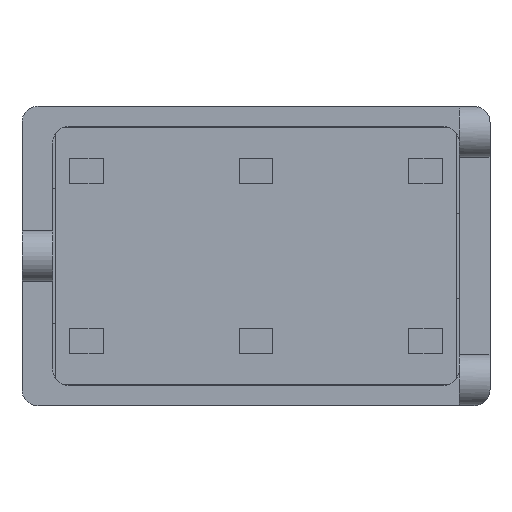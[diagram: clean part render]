
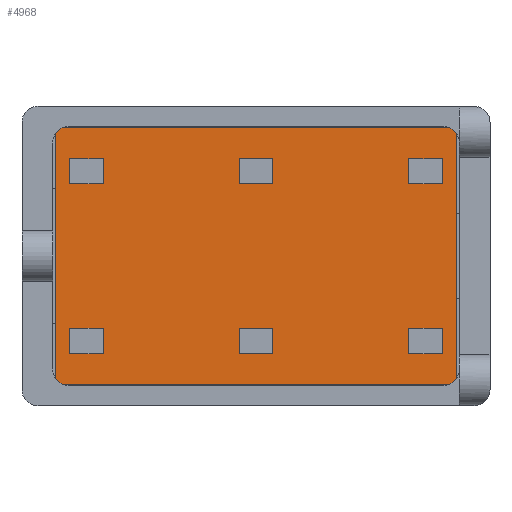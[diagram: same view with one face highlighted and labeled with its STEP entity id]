
A CAD part, front view. The second image highlights one B-rep face of the part: STEP entity #4968.
In plain terms, the highlighted planar face has unit normal (0, -1, 0).
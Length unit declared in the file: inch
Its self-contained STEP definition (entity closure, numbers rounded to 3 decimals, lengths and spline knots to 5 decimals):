
#229=CIRCLE('',#5336,0.01);
#237=CIRCLE('',#5389,0.01);
#238=CIRCLE('',#5390,0.01);
#239=CIRCLE('',#5391,0.01);
#1395=ORIENTED_EDGE('',*,*,#2401,.T.);
#1396=ORIENTED_EDGE('',*,*,#2374,.F.);
#1397=ORIENTED_EDGE('',*,*,#2371,.F.);
#1398=ORIENTED_EDGE('',*,*,#2415,.T.);
#1399=ORIENTED_EDGE('',*,*,#2376,.T.);
#1400=ORIENTED_EDGE('',*,*,#2379,.F.);
#1401=ORIENTED_EDGE('',*,*,#2378,.F.);
#1402=ORIENTED_EDGE('',*,*,#2316,.T.);
#1403=ORIENTED_EDGE('',*,*,#2145,.T.);
#1404=ORIENTED_EDGE('',*,*,#2142,.T.);
#1405=ORIENTED_EDGE('',*,*,#2416,.F.);
#1406=ORIENTED_EDGE('',*,*,#2148,.F.);
#1407=ORIENTED_EDGE('',*,*,#2417,.T.);
#1408=ORIENTED_EDGE('',*,*,#2418,.T.);
#1409=ORIENTED_EDGE('',*,*,#1866,.F.);
#1410=ORIENTED_EDGE('',*,*,#2419,.F.);
#1411=ORIENTED_EDGE('',*,*,#2287,.F.);
#1412=ORIENTED_EDGE('',*,*,#2420,.T.);
#1413=ORIENTED_EDGE('',*,*,#2291,.T.);
#1414=ORIENTED_EDGE('',*,*,#2367,.F.);
#1415=ORIENTED_EDGE('',*,*,#2272,.F.);
#1416=ORIENTED_EDGE('',*,*,#2276,.F.);
#1417=ORIENTED_EDGE('',*,*,#2279,.T.);
#1418=ORIENTED_EDGE('',*,*,#2421,.T.);
#1419=ORIENTED_EDGE('',*,*,#2422,.T.);
#1420=ORIENTED_EDGE('',*,*,#2423,.T.);
#1421=ORIENTED_EDGE('',*,*,#2084,.T.);
#1422=ORIENTED_EDGE('',*,*,#2424,.F.);
#1423=ORIENTED_EDGE('',*,*,#2425,.F.);
#1424=ORIENTED_EDGE('',*,*,#2345,.T.);
#1425=ORIENTED_EDGE('',*,*,#1959,.F.);
#1426=ORIENTED_EDGE('',*,*,#2426,.F.);
#1866=EDGE_CURVE('',#2583,#2581,#3028,.T.);
#1959=EDGE_CURVE('',#2658,#2659,#3095,.T.);
#2084=EDGE_CURVE('',#2752,#2751,#3168,.T.);
#2142=EDGE_CURVE('',#2789,#2792,#3207,.T.);
#2145=EDGE_CURVE('',#2793,#2789,#3210,.T.);
#2148=EDGE_CURVE('',#2793,#2796,#3213,.T.);
#2272=EDGE_CURVE('',#2865,#2867,#3296,.T.);
#2276=EDGE_CURVE('',#2870,#2865,#3300,.T.);
#2279=EDGE_CURVE('',#2870,#2872,#3303,.T.);
#2287=EDGE_CURVE('',#2877,#2878,#3311,.T.);
#2291=EDGE_CURVE('',#2880,#2879,#3315,.T.);
#2316=EDGE_CURVE('',#2892,#2893,#3338,.T.);
#2345=EDGE_CURVE('',#2906,#2659,#229,.T.);
#2367=EDGE_CURVE('',#2878,#2879,#3374,.T.);
#2371=EDGE_CURVE('',#2916,#2913,#3378,.T.);
#2374=EDGE_CURVE('',#2913,#2918,#3381,.T.);
#2376=EDGE_CURVE('',#2893,#2919,#3383,.T.);
#2378=EDGE_CURVE('',#2892,#2920,#3385,.T.);
#2379=EDGE_CURVE('',#2920,#2919,#3386,.T.);
#2401=EDGE_CURVE('',#2925,#2918,#3407,.T.);
#2415=EDGE_CURVE('',#2916,#2925,#3420,.T.);
#2416=EDGE_CURVE('',#2796,#2792,#3421,.T.);
#2417=EDGE_CURVE('',#2929,#2930,#3422,.T.);
#2418=EDGE_CURVE('',#2930,#2581,#3423,.T.);
#2419=EDGE_CURVE('',#2929,#2583,#3424,.T.);
#2420=EDGE_CURVE('',#2877,#2880,#3425,.T.);
#2421=EDGE_CURVE('',#2872,#2867,#3426,.T.);
#2422=EDGE_CURVE('',#2931,#2932,#3427,.T.);
#2423=EDGE_CURVE('',#2932,#2752,#237,.T.);
#2424=EDGE_CURVE('',#2933,#2751,#238,.T.);
#2425=EDGE_CURVE('',#2906,#2933,#3428,.T.);
#2426=EDGE_CURVE('',#2931,#2658,#239,.T.);
#2581=VERTEX_POINT('',#7155);
#2583=VERTEX_POINT('',#7159);
#2658=VERTEX_POINT('',#7444);
#2659=VERTEX_POINT('',#7445);
#2751=VERTEX_POINT('',#7676);
#2752=VERTEX_POINT('',#7678);
#2789=VERTEX_POINT('',#7878);
#2792=VERTEX_POINT('',#7883);
#2793=VERTEX_POINT('',#7887);
#2796=VERTEX_POINT('',#7894);
#2865=VERTEX_POINT('',#8220);
#2867=VERTEX_POINT('',#8223);
#2870=VERTEX_POINT('',#8230);
#2872=VERTEX_POINT('',#8236);
#2877=VERTEX_POINT('',#8252);
#2878=VERTEX_POINT('',#8254);
#2879=VERTEX_POINT('',#8260);
#2880=VERTEX_POINT('',#8262);
#2892=VERTEX_POINT('',#8322);
#2893=VERTEX_POINT('',#8324);
#2906=VERTEX_POINT('',#8539);
#2913=VERTEX_POINT('',#8584);
#2916=VERTEX_POINT('',#8589);
#2918=VERTEX_POINT('',#8594);
#2919=VERTEX_POINT('',#8599);
#2920=VERTEX_POINT('',#8603);
#2925=VERTEX_POINT('',#8646);
#2929=VERTEX_POINT('',#8679);
#2930=VERTEX_POINT('',#8680);
#2931=VERTEX_POINT('',#8686);
#2932=VERTEX_POINT('',#8687);
#2933=VERTEX_POINT('',#8690);
#3028=LINE('',#7160,#3533);
#3095=LINE('',#7443,#3600);
#3168=LINE('',#7677,#3673);
#3207=LINE('',#7884,#3712);
#3210=LINE('',#7890,#3715);
#3213=LINE('',#7896,#3718);
#3296=LINE('',#8222,#3801);
#3300=LINE('',#8231,#3805);
#3303=LINE('',#8237,#3808);
#3311=LINE('',#8253,#3816);
#3315=LINE('',#8261,#3820);
#3338=LINE('',#8325,#3843);
#3374=LINE('',#8581,#3879);
#3378=LINE('',#8590,#3883);
#3381=LINE('',#8596,#3886);
#3383=LINE('',#8600,#3888);
#3385=LINE('',#8604,#3890);
#3386=LINE('',#8606,#3891);
#3407=LINE('',#8648,#3912);
#3420=LINE('',#8676,#3925);
#3421=LINE('',#8677,#3926);
#3422=LINE('',#8678,#3927);
#3423=LINE('',#8681,#3928);
#3424=LINE('',#8682,#3929);
#3425=LINE('',#8683,#3930);
#3426=LINE('',#8684,#3931);
#3427=LINE('',#8685,#3932);
#3428=LINE('',#8691,#3933);
#3533=VECTOR('',#5665,39.37008);
#3600=VECTOR('',#5816,39.37008);
#3673=VECTOR('',#6023,39.37008);
#3712=VECTOR('',#6114,39.37008);
#3715=VECTOR('',#6119,39.37008);
#3718=VECTOR('',#6124,39.37008);
#3801=VECTOR('',#6355,39.37008);
#3805=VECTOR('',#6361,39.37008);
#3808=VECTOR('',#6366,39.37008);
#3816=VECTOR('',#6380,39.37008);
#3820=VECTOR('',#6388,39.37008);
#3843=VECTOR('',#6433,39.37008);
#3879=VECTOR('',#6539,39.37008);
#3883=VECTOR('',#6545,39.37008);
#3886=VECTOR('',#6550,39.37008);
#3888=VECTOR('',#6554,39.37008);
#3890=VECTOR('',#6558,39.37008);
#3891=VECTOR('',#6561,39.37008);
#3912=VECTOR('',#6614,39.37008);
#3925=VECTOR('',#6651,39.37008);
#3926=VECTOR('',#6652,39.37008);
#3927=VECTOR('',#6653,39.37008);
#3928=VECTOR('',#6654,39.37008);
#3929=VECTOR('',#6655,39.37008);
#3930=VECTOR('',#6656,39.37008);
#3931=VECTOR('',#6657,39.37008);
#3932=VECTOR('',#6658,39.37008);
#3933=VECTOR('',#6663,39.37008);
#4181=EDGE_LOOP('',(#1395,#1396,#1397,#1398));
#4182=EDGE_LOOP('',(#1399,#1400,#1401,#1402));
#4183=EDGE_LOOP('',(#1403,#1404,#1405,#1406));
#4184=EDGE_LOOP('',(#1407,#1408,#1409,#1410));
#4185=EDGE_LOOP('',(#1411,#1412,#1413,#1414));
#4186=EDGE_LOOP('',(#1415,#1416,#1417,#1418));
#4187=EDGE_LOOP('',(#1419,#1420,#1421,#1422,#1423,#1424,#1425,#1426));
#4489=FACE_BOUND('',#4181,.T.);
#4490=FACE_BOUND('',#4182,.T.);
#4491=FACE_BOUND('',#4183,.T.);
#4492=FACE_BOUND('',#4184,.T.);
#4493=FACE_BOUND('',#4185,.T.);
#4494=FACE_BOUND('',#4186,.T.);
#4495=FACE_BOUND('',#4187,.T.);
#4722=PLANE('',#5388);
#4968=ADVANCED_FACE('',(#4489,#4490,#4491,#4492,#4493,#4494,#4495),#4722,
 .T.);
#5336=AXIS2_PLACEMENT_3D('',#8538,#6483,#6484);
#5388=AXIS2_PLACEMENT_3D('',#8675,#6649,#6650);
#5389=AXIS2_PLACEMENT_3D('',#8688,#6659,#6660);
#5390=AXIS2_PLACEMENT_3D('',#8689,#6661,#6662);
#5391=AXIS2_PLACEMENT_3D('',#8692,#6664,#6665);
#5665=DIRECTION('',(0.,0.,-1.));
#5816=DIRECTION('',(0.,0.,1.));
#6023=DIRECTION('',(0.,0.,1.));
#6114=DIRECTION('',(-1.,0.,0.));
#6119=DIRECTION('',(0.,0.,-1.));
#6124=DIRECTION('',(-1.,0.,0.));
#6355=DIRECTION('',(0.,0.,1.));
#6361=DIRECTION('',(1.,0.,0.));
#6366=DIRECTION('',(0.,0.,1.));
#6380=DIRECTION('',(0.,0.,-1.));
#6388=DIRECTION('',(0.,0.,-1.));
#6433=DIRECTION('',(-1.,0.,0.));
#6483=DIRECTION('',(0.,-1.,0.));
#6484=DIRECTION('',(-0.436,0.,0.9));
#6539=DIRECTION('',(1.,0.,0.));
#6545=DIRECTION('',(0.,0.,1.));
#6550=DIRECTION('',(-1.,0.,0.));
#6554=DIRECTION('',(0.,0.,1.));
#6558=DIRECTION('',(0.,0.,1.));
#6561=DIRECTION('',(-1.,0.,0.));
#6614=DIRECTION('',(0.,0.,1.));
#6649=DIRECTION('',(0.,-1.,0.));
#6650=DIRECTION('',(0.,0.,-1.));
#6651=DIRECTION('',(-1.,0.,0.));
#6652=DIRECTION('',(0.,0.,-1.));
#6653=DIRECTION('',(0.,0.,-1.));
#6654=DIRECTION('',(-1.,0.,0.));
#6655=DIRECTION('',(-1.,0.,0.));
#6656=DIRECTION('',(1.,0.,0.));
#6657=DIRECTION('',(1.,0.,0.));
#6658=DIRECTION('',(1.,0.,0.));
#6659=DIRECTION('',(0.,-1.,0.));
#6660=DIRECTION('',(0.436,0.,-0.9));
#6661=DIRECTION('',(0.,1.,0.));
#6662=DIRECTION('',(0.436,0.,0.9));
#6663=DIRECTION('',(1.,0.,0.));
#6664=DIRECTION('',(0.,1.,0.));
#6665=DIRECTION('',(-0.436,0.,-0.9));
#7155=CARTESIAN_POINT('',(0.09,-0.015,-0.0575));
#7159=CARTESIAN_POINT('',(0.09,-0.015,-0.0425));
#7160=CARTESIAN_POINT('',(0.09,-0.015,0.0425));
#7443=CARTESIAN_POINT('',(-0.118,-0.015,-0.0725));
#7444=CARTESIAN_POINT('',(-0.118,-0.015,-0.0725));
#7445=CARTESIAN_POINT('',(-0.118,-0.015,0.0725));
#7676=CARTESIAN_POINT('',(0.118,-0.015,0.0725));
#7677=CARTESIAN_POINT('',(0.118,-0.015,-0.0725));
#7678=CARTESIAN_POINT('',(0.118,-0.015,-0.0725));
#7878=CARTESIAN_POINT('',(-0.09,-0.015,-0.0575));
#7883=CARTESIAN_POINT('',(-0.11,-0.015,-0.0575));
#7884=CARTESIAN_POINT('',(-0.118,-0.015,-0.0575));
#7887=CARTESIAN_POINT('',(-0.09,-0.015,-0.0425));
#7890=CARTESIAN_POINT('',(-0.09,-0.015,-0.0755));
#7894=CARTESIAN_POINT('',(-0.11,-0.015,-0.0425));
#7896=CARTESIAN_POINT('',(-0.0055,-0.015,-0.0425));
#8220=CARTESIAN_POINT('',(0.01,-0.015,0.0425));
#8222=CARTESIAN_POINT('',(0.01,-0.015,-0.0575));
#8223=CARTESIAN_POINT('',(0.01,-0.015,0.0575));
#8230=CARTESIAN_POINT('',(-0.01,-0.015,0.0425));
#8231=CARTESIAN_POINT('',(0.,-0.015,0.0425));
#8236=CARTESIAN_POINT('',(-0.01,-0.015,0.0575));
#8237=CARTESIAN_POINT('',(-0.01,-0.015,-0.0755));
#8252=CARTESIAN_POINT('',(-0.01,-0.015,-0.0425));
#8253=CARTESIAN_POINT('',(-0.01,-0.015,-0.0425));
#8254=CARTESIAN_POINT('',(-0.01,-0.015,-0.0575));
#8260=CARTESIAN_POINT('',(0.01,-0.015,-0.0575));
#8261=CARTESIAN_POINT('',(0.01,-0.015,-0.0425));
#8262=CARTESIAN_POINT('',(0.01,-0.015,-0.0425));
#8322=CARTESIAN_POINT('',(0.11,-0.015,0.0425));
#8324=CARTESIAN_POINT('',(0.09,-0.015,0.0425));
#8325=CARTESIAN_POINT('',(0.11,-0.015,0.0425));
#8538=CARTESIAN_POINT('',(-0.11,-0.015,0.0665));
#8539=CARTESIAN_POINT('',(-0.11436,-0.015,0.0755));
#8581=CARTESIAN_POINT('',(-0.01,-0.015,-0.0575));
#8584=CARTESIAN_POINT('',(-0.09,-0.015,0.0575));
#8589=CARTESIAN_POINT('',(-0.09,-0.015,0.0425));
#8590=CARTESIAN_POINT('',(-0.09,-0.015,0.0425));
#8594=CARTESIAN_POINT('',(-0.11,-0.015,0.0575));
#8596=CARTESIAN_POINT('',(-0.0055,-0.015,0.0575));
#8599=CARTESIAN_POINT('',(0.09,-0.015,0.0575));
#8600=CARTESIAN_POINT('',(0.09,-0.015,0.0425));
#8603=CARTESIAN_POINT('',(0.11,-0.015,0.0575));
#8604=CARTESIAN_POINT('',(0.11,-0.015,-0.0425));
#8606=CARTESIAN_POINT('',(-0.0055,-0.015,0.0575));
#8646=CARTESIAN_POINT('',(-0.11,-0.015,0.0425));
#8648=CARTESIAN_POINT('',(-0.11,-0.015,-0.0755));
#8675=CARTESIAN_POINT('',(-0.118,-0.015,-0.0755));
#8676=CARTESIAN_POINT('',(-0.09,-0.015,0.0425));
#8677=CARTESIAN_POINT('',(-0.11,-0.015,-0.0425));
#8678=CARTESIAN_POINT('',(0.11,-0.015,-0.0425));
#8679=CARTESIAN_POINT('',(0.11,-0.015,-0.0425));
#8680=CARTESIAN_POINT('',(0.11,-0.015,-0.0575));
#8681=CARTESIAN_POINT('',(-0.118,-0.015,-0.0575));
#8682=CARTESIAN_POINT('',(-0.0055,-0.015,-0.0425));
#8683=CARTESIAN_POINT('',(-0.01,-0.015,-0.0425));
#8684=CARTESIAN_POINT('',(-0.01,-0.015,0.0575));
#8685=CARTESIAN_POINT('',(-0.11436,-0.015,-0.0755));
#8686=CARTESIAN_POINT('',(-0.11436,-0.015,-0.0755));
#8687=CARTESIAN_POINT('',(0.11436,-0.015,-0.0755));
#8688=CARTESIAN_POINT('',(0.11,-0.015,-0.0665));
#8689=CARTESIAN_POINT('',(0.11,-0.015,0.0665));
#8690=CARTESIAN_POINT('',(0.11436,-0.015,0.0755));
#8691=CARTESIAN_POINT('',(-0.11436,-0.015,0.0755));
#8692=CARTESIAN_POINT('',(-0.11,-0.015,-0.0665));
